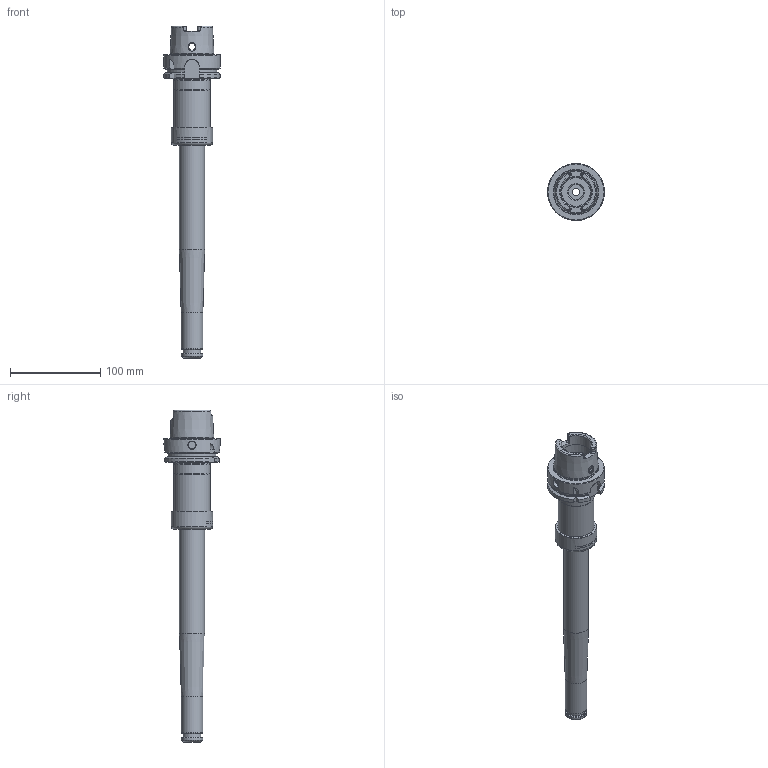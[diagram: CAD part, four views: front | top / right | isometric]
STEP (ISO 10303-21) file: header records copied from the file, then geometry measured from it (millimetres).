
FILE_DESCRIPTION(/* description */ (''),/* implementation_level */ '2;1');
FILE_NAME(/* name */ '886573170.stp',/* time_stamp */ '2023-03-15T12:20:40',/* author */ ('Ratnasingam Jekanthan'),/* organization */ ('REGO-FIX'),/* preprocessor_version */ ' Unknown',/* originating_system */ 'SIEMENS PLM Software Solid Edge ST10',/* authorization */ 'Unknown');
FILE_SCHEMA (('AUTOMOTIVE_DESIGN { 1 0 10303 214 2 1 1}'));
Length unit declared in the file: millimetre
Products named in the file (1): NOCUT
Bounding box: 63 x 63 x 367.5 mm (x, y, z)
Volume: 269396.1 mm3; surface area: 70844.5 mm2
Topology: 1 solids, 3 shells, 200 faces, 492 edges, 310 vertices
Faces by surface type: plane 61, cylinder 52, cone 51, torus 36
Full cylindrical faces by diameter (mm): 7.5 x2, 8 x1, 9 x2, 10 x2, 13 x1, 15 x1, 16.917 x1, 19.5 x1, 20 x1, 23.8 x1, 24 x2, 24.7 x1, 25 x1, 28 x1, 29 x1, 33 x1, 34 x3, 38.376 x1, 40 x2, 40.05 x1, 40.5 x1, 43.3 x1, 45.65 x1, 48.039 x1, 63 x1
Entity records: 6831 total; most frequent: CARTESIAN_POINT 1297, DIRECTION 862, ORIENTED_EDGE 724, AXIS2_PLACEMENT_3D 382, EDGE_CURVE 362, EDGE_LOOP 317, FACE_BOUND 317, VERTEX_POINT 275
